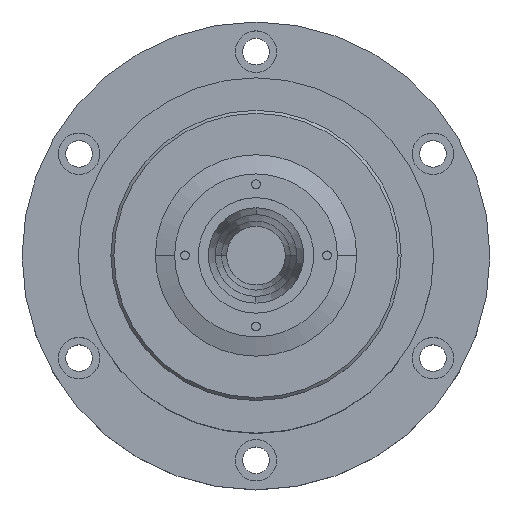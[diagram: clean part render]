
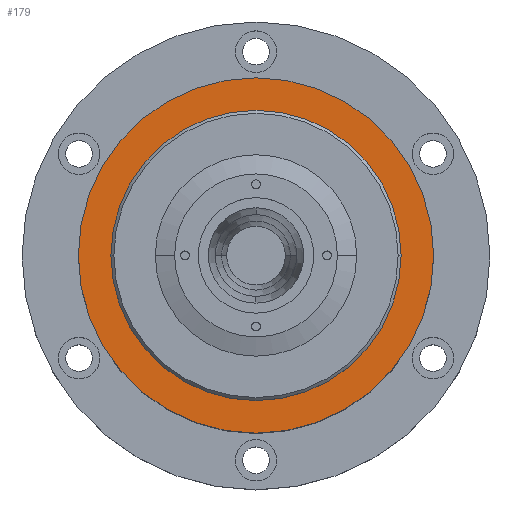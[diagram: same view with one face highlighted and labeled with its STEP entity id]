
A CAD part, top view. The second image highlights one B-rep face of the part: STEP entity #179.
In plain terms, the highlighted planar face has unit normal (0, 0, 1).
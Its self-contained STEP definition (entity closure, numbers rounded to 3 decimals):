
#161 = VERTEX_POINT ( 'NONE', #4481 ) ;
#179 = ADVANCED_FACE ( 'NONE', ( #8236, #13484 ), #1193, .T. ) ;
#504 = DIRECTION ( 'NONE',  ( 0., 0., -1. ) ) ;
#1193 = PLANE ( 'NONE',  #4455 ) ;
#1367 = VERTEX_POINT ( 'NONE', #7803 ) ;
#1862 = ORIENTED_EDGE ( 'NONE', *, *, #12210, .T. ) ;
#2717 = EDGE_CURVE ( 'NONE', #161, #1367, #9180, .T. ) ;
#2906 = EDGE_CURVE ( 'NONE', #1367, #161, #6004, .T. ) ;
#2958 = CIRCLE ( 'NONE', #6543, 60. ) ;
#3055 = CIRCLE ( 'NONE', #14295, 60. ) ;
#3557 = DIRECTION ( 'NONE',  ( 1., 0., 0. ) ) ;
#3757 = DIRECTION ( 'NONE',  ( 0., 0., 1. ) ) ;
#4455 = AXIS2_PLACEMENT_3D ( 'NONE', #8535, #3757, #3557 ) ;
#4481 = CARTESIAN_POINT ( 'NONE',  ( -13.793, 0., 244.5 ) ) ;
#6004 = CIRCLE ( 'NONE', #8993, 13.793 ) ;
#6543 = AXIS2_PLACEMENT_3D ( 'NONE', #12757, #8006, #10294 ) ;
#6670 = EDGE_LOOP ( 'NONE', ( #15169, #1862 ) ) ;
#7803 = CARTESIAN_POINT ( 'NONE',  ( 13.793, 0., 244.5 ) ) ;
#8006 = DIRECTION ( 'NONE',  ( 0., 0., 1. ) ) ;
#8236 = FACE_BOUND ( 'NONE', #10630, .T. ) ;
#8535 = CARTESIAN_POINT ( 'NONE',  ( 0., 0., 244.5 ) ) ;
#8989 = DIRECTION ( 'NONE',  ( 0., 0., 1. ) ) ;
#8993 = AXIS2_PLACEMENT_3D ( 'NONE', #11846, #10617, #12875 ) ;
#9180 = CIRCLE ( 'NONE', #15220, 13.793 ) ;
#9979 = CARTESIAN_POINT ( 'NONE',  ( 0., 0., 244.5 ) ) ;
#10162 = DIRECTION ( 'NONE',  ( -1., 0., 0. ) ) ;
#10264 = CARTESIAN_POINT ( 'NONE',  ( -60., 0., 244.5 ) ) ;
#10294 = DIRECTION ( 'NONE',  ( 1., 0., 0. ) ) ;
#10449 = EDGE_CURVE ( 'NONE', #11410, #14486, #2958, .T. ) ;
#10617 = DIRECTION ( 'NONE',  ( 0., 0., -1. ) ) ;
#10630 = EDGE_LOOP ( 'NONE', ( #11991, #11446 ) ) ;
#11410 = VERTEX_POINT ( 'NONE', #10264 ) ;
#11446 = ORIENTED_EDGE ( 'NONE', *, *, #2717, .T. ) ;
#11846 = CARTESIAN_POINT ( 'NONE',  ( 0., 0., 244.5 ) ) ;
#11991 = ORIENTED_EDGE ( 'NONE', *, *, #2906, .T. ) ;
#12210 = EDGE_CURVE ( 'NONE', #14486, #11410, #3055, .T. ) ;
#12449 = DIRECTION ( 'NONE',  ( 1., 0., 0. ) ) ;
#12569 = CARTESIAN_POINT ( 'NONE',  ( 0., 0., 244.5 ) ) ;
#12757 = CARTESIAN_POINT ( 'NONE',  ( 0., 0., 244.5 ) ) ;
#12875 = DIRECTION ( 'NONE',  ( -1., 0., 0. ) ) ;
#13484 = FACE_OUTER_BOUND ( 'NONE', #6670, .T. ) ;
#13906 = CARTESIAN_POINT ( 'NONE',  ( 60., 0., 244.5 ) ) ;
#14295 = AXIS2_PLACEMENT_3D ( 'NONE', #9979, #8989, #12449 ) ;
#14486 = VERTEX_POINT ( 'NONE', #13906 ) ;
#15169 = ORIENTED_EDGE ( 'NONE', *, *, #10449, .T. ) ;
#15220 = AXIS2_PLACEMENT_3D ( 'NONE', #12569, #504, #10162 ) ;
